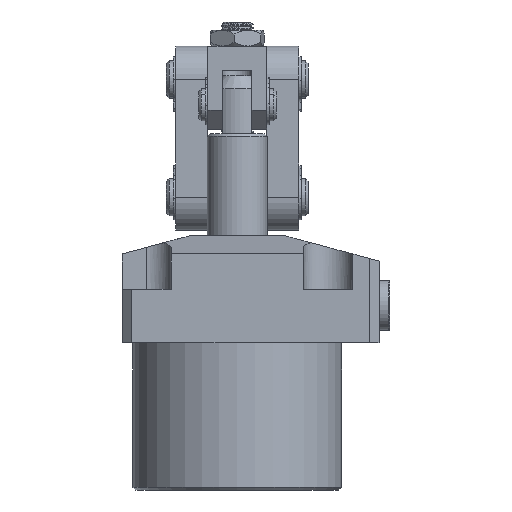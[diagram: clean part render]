
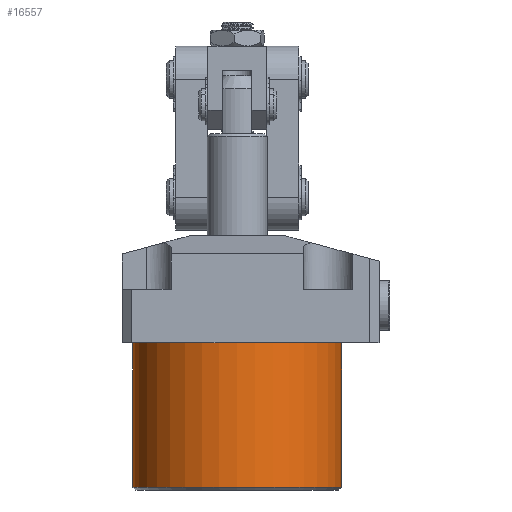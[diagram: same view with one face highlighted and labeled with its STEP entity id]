
A CAD part, front view. The second image highlights one B-rep face of the part: STEP entity #16557.
In plain terms, the highlighted cylindrical face has radius 39 mm (diameter 78 mm), a partial arc.
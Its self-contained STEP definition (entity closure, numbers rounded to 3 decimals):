
#525 = DIRECTION ( 'NONE',  ( 0., 0., -1. ) ) ;
#1407 = CARTESIAN_POINT ( 'NONE',  ( 39., 0., -75. ) ) ;
#1862 = DIRECTION ( 'NONE',  ( 0., 0., 1. ) ) ;
#3071 = CIRCLE ( 'NONE', #9521, 39. ) ;
#3189 = AXIS2_PLACEMENT_3D ( 'NONE', #3909, #5782, #5706 ) ;
#3671 = CARTESIAN_POINT ( 'NONE',  ( 0., 0., -75. ) ) ;
#3909 = CARTESIAN_POINT ( 'NONE',  ( 0., 0., -74. ) ) ;
#4090 = VERTEX_POINT ( 'NONE', #4223 ) ;
#4123 = VECTOR ( 'NONE', #24712, 1000. ) ;
#4223 = CARTESIAN_POINT ( 'NONE',  ( 39., 0., -74. ) ) ;
#4710 = ORIENTED_EDGE ( 'NONE', *, *, #20625, .T. ) ;
#5706 = DIRECTION ( 'NONE',  ( -1., 0., 0. ) ) ;
#5782 = DIRECTION ( 'NONE',  ( 0., 0., 1. ) ) ;
#6600 = VERTEX_POINT ( 'NONE', #8716 ) ;
#8131 = EDGE_CURVE ( 'NONE', #4090, #6600, #21505, .T. ) ;
#8347 = CARTESIAN_POINT ( 'NONE',  ( 0., 0., -20. ) ) ;
#8456 = AXIS2_PLACEMENT_3D ( 'NONE', #3671, #1862, #15521 ) ;
#8662 = VECTOR ( 'NONE', #12431, 1000. ) ;
#8716 = CARTESIAN_POINT ( 'NONE',  ( 39., 0., -20. ) ) ;
#9521 = AXIS2_PLACEMENT_3D ( 'NONE', #8347, #525, #18100 ) ;
#9690 = EDGE_CURVE ( 'NONE', #11400, #4090, #16002, .T. ) ;
#9724 = CARTESIAN_POINT ( 'NONE',  ( -39., 0., -74. ) ) ;
#11400 = VERTEX_POINT ( 'NONE', #9724 ) ;
#11502 = ORIENTED_EDGE ( 'NONE', *, *, #9690, .T. ) ;
#12431 = DIRECTION ( 'NONE',  ( 0., 0., 1. ) ) ;
#12602 = CARTESIAN_POINT ( 'NONE',  ( -39., 0., -75. ) ) ;
#12691 = ORIENTED_EDGE ( 'NONE', *, *, #8131, .T. ) ;
#13006 = FACE_OUTER_BOUND ( 'NONE', #24716, .T. ) ;
#14379 = ORIENTED_EDGE ( 'NONE', *, *, #18977, .F. ) ;
#15521 = DIRECTION ( 'NONE',  ( 1., 0., 0. ) ) ;
#16002 = CIRCLE ( 'NONE', #3189, 39. ) ;
#16448 = CARTESIAN_POINT ( 'NONE',  ( -39., 0., -20. ) ) ;
#16557 = ADVANCED_FACE ( 'NONE', ( #13006 ), #22156, .T. ) ;
#18100 = DIRECTION ( 'NONE',  ( 1., 0., 0. ) ) ;
#18977 = EDGE_CURVE ( 'NONE', #11400, #20100, #23041, .T. ) ;
#20100 = VERTEX_POINT ( 'NONE', #16448 ) ;
#20625 = EDGE_CURVE ( 'NONE', #6600, #20100, #3071, .T. ) ;
#21505 = LINE ( 'NONE', #1407, #4123 ) ;
#22156 = CYLINDRICAL_SURFACE ( 'NONE', #8456, 39. ) ;
#23041 = LINE ( 'NONE', #12602, #8662 ) ;
#24712 = DIRECTION ( 'NONE',  ( 0., 0., 1. ) ) ;
#24716 = EDGE_LOOP ( 'NONE', ( #14379, #11502, #12691, #4710 ) ) ;
